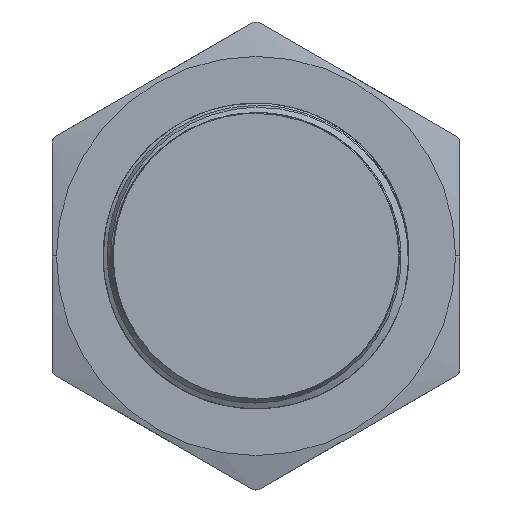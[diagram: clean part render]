
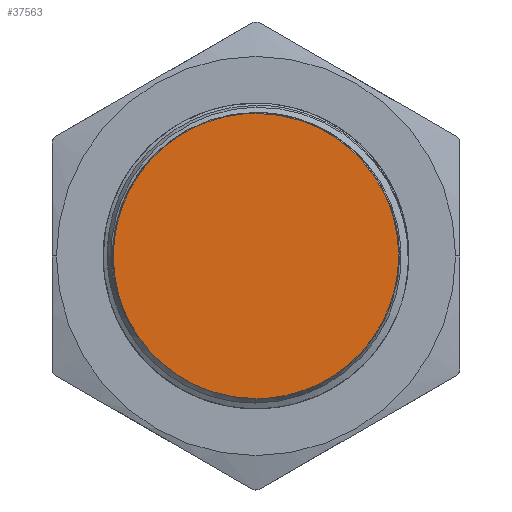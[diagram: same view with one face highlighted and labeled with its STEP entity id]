
A CAD part, front view. The second image highlights one B-rep face of the part: STEP entity #37563.
In plain terms, the highlighted planar face has unit normal (0, -1, 0).
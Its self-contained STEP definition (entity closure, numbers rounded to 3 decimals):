
#446 = EDGE_CURVE ( 'NONE', #37204, #41058, #30217, .T. ) ;
#1210 = ORIENTED_EDGE ( 'NONE', *, *, #5648, .F. ) ;
#1919 = DIRECTION ( 'NONE',  ( 0., 1., 0. ) ) ;
#2188 = EDGE_LOOP ( 'NONE', ( #1210, #16069 ) ) ;
#2299 = CARTESIAN_POINT ( 'NONE',  ( 8.4, 0., 1.1 ) ) ;
#2344 = CARTESIAN_POINT ( 'NONE',  ( -1.1, 0., 8.4 ) ) ;
#2513 = CARTESIAN_POINT ( 'NONE',  ( 5.162, 0., 6.717 ) ) ;
#5292 = CARTESIAN_POINT ( 'NONE',  ( -8.4, 0., -1.1 ) ) ;
#5648 = EDGE_CURVE ( 'NONE', #41058, #37204, #21658, .T. ) ;
#5863 = CARTESIAN_POINT ( 'NONE',  ( 7.34, 0., 4.23 ) ) ;
#8427 = CARTESIAN_POINT ( 'NONE',  ( -5.162, 0., -6.717 ) ) ;
#8794 = CARTESIAN_POINT ( 'NONE',  ( 8.181, 0., 2.199 ) ) ;
#12333 = CARTESIAN_POINT ( 'NONE',  ( 5.162, 0., -6.717 ) ) ;
#14282 = CARTESIAN_POINT ( 'NONE',  ( -7.34, 0., -4.23 ) ) ;
#14893 = CARTESIAN_POINT ( 'NONE',  ( -8.181, 0., -2.199 ) ) ;
#15048 = CARTESIAN_POINT ( 'NONE',  ( 2.199, 0., -8.181 ) ) ;
#16069 = ORIENTED_EDGE ( 'NONE', *, *, #446, .F. ) ;
#18023 = CARTESIAN_POINT ( 'NONE',  ( -5.162, 0., 6.717 ) ) ;
#18788 = CARTESIAN_POINT ( 'NONE',  ( 8.4, 0., -1.1 ) ) ;
#20189 = CARTESIAN_POINT ( 'NONE',  ( 0., 0., -8.4 ) ) ;
#20292 = PLANE ( 'NONE',  #40607 ) ;
#20709 = FACE_OUTER_BOUND ( 'NONE', #2188, .T. ) ;
#20733 = CARTESIAN_POINT ( 'NONE',  ( 0., 0., -8.4 ) ) ;
#21343 = CARTESIAN_POINT ( 'NONE',  ( -4.23, 0., -7.34 ) ) ;
#21489 = CARTESIAN_POINT ( 'NONE',  ( 6.717, 0., -5.162 ) ) ;
#21658 = B_SPLINE_CURVE_WITH_KNOTS ( 'NONE', 3,
 ( #20733, #37015, #33882, #21343, #8427, #24056, #14282, #14893, #5292, #30929, #36819, #27813, #34085, #18023, #30735, #24681, #2344, #40351 ),
 .UNSPECIFIED., .F., .F.,
 ( 4, 2, 2, 2, 2, 2, 2, 2, 4 ),
 ( 0., 0.125, 0.25, 0.375, 0.5, 0.625, 0.75, 0.875, 1. ),
 .UNSPECIFIED. ) ;
#24056 = CARTESIAN_POINT ( 'NONE',  ( -6.717, 0., -5.162 ) ) ;
#24681 = CARTESIAN_POINT ( 'NONE',  ( -2.199, 0., 8.181 ) ) ;
#24837 = CARTESIAN_POINT ( 'NONE',  ( 2.199, 0., 8.181 ) ) ;
#27360 = CARTESIAN_POINT ( 'NONE',  ( 1.1, 0., 8.4 ) ) ;
#27556 = CARTESIAN_POINT ( 'NONE',  ( 7.34, 0., -4.23 ) ) ;
#27576 = CARTESIAN_POINT ( 'NONE',  ( 0., 0., 0. ) ) ;
#27813 = CARTESIAN_POINT ( 'NONE',  ( -7.34, 0., 4.23 ) ) ;
#27971 = CARTESIAN_POINT ( 'NONE',  ( 0., 0., -8.4 ) ) ;
#30217 = B_SPLINE_CURVE_WITH_KNOTS ( 'NONE', 3,
 ( #30882, #27360, #24837, #33839, #2513, #37588, #5863, #8794, #2299, #18788, #31306, #27556, #21489, #12333, #34037, #15048, #37795, #27971 ),
 .UNSPECIFIED., .F., .F.,
 ( 4, 2, 2, 2, 2, 2, 2, 2, 4 ),
 ( 0., 0.125, 0.25, 0.375, 0.5, 0.625, 0.75, 0.875, 1. ),
 .UNSPECIFIED. ) ;
#30735 = CARTESIAN_POINT ( 'NONE',  ( -4.23, 0., 7.34 ) ) ;
#30882 = CARTESIAN_POINT ( 'NONE',  ( 0., 0., 8.4 ) ) ;
#30929 = CARTESIAN_POINT ( 'NONE',  ( -8.4, 0., 1.1 ) ) ;
#31306 = CARTESIAN_POINT ( 'NONE',  ( 8.181, 0., -2.199 ) ) ;
#33034 = DIRECTION ( 'NONE',  ( 0., 0., 1. ) ) ;
#33839 = CARTESIAN_POINT ( 'NONE',  ( 4.23, 0., 7.34 ) ) ;
#33882 = CARTESIAN_POINT ( 'NONE',  ( -2.199, 0., -8.181 ) ) ;
#34037 = CARTESIAN_POINT ( 'NONE',  ( 4.23, 0., -7.34 ) ) ;
#34085 = CARTESIAN_POINT ( 'NONE',  ( -6.717, 0., 5.162 ) ) ;
#36819 = CARTESIAN_POINT ( 'NONE',  ( -8.181, 0., 2.199 ) ) ;
#37015 = CARTESIAN_POINT ( 'NONE',  ( -1.1, 0., -8.4 ) ) ;
#37037 = CARTESIAN_POINT ( 'NONE',  ( 0., 0., 8.4 ) ) ;
#37204 = VERTEX_POINT ( 'NONE', #37037 ) ;
#37563 = ADVANCED_FACE ( 'NONE', ( #20709 ), #20292, .F. ) ;
#37588 = CARTESIAN_POINT ( 'NONE',  ( 6.717, 0., 5.162 ) ) ;
#37795 = CARTESIAN_POINT ( 'NONE',  ( 1.1, 0., -8.4 ) ) ;
#40351 = CARTESIAN_POINT ( 'NONE',  ( 0., 0., 8.4 ) ) ;
#40607 = AXIS2_PLACEMENT_3D ( 'NONE', #27576, #1919, #33034 ) ;
#41058 = VERTEX_POINT ( 'NONE', #20189 ) ;
